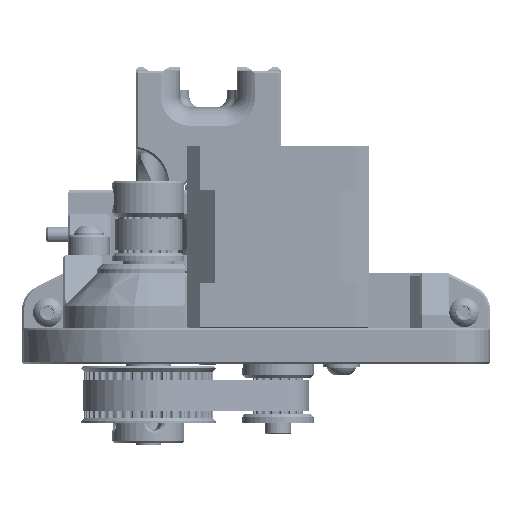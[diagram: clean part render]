
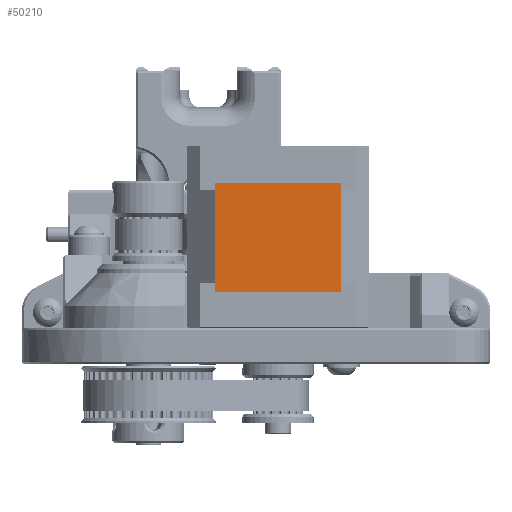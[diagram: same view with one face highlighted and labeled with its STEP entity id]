
A CAD part, front view. The second image highlights one B-rep face of the part: STEP entity #50210.
In plain terms, the highlighted face is planar.
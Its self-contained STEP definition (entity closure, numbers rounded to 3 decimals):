
#1835=PLANE('',#54606);
#5073=FACE_OUTER_BOUND('',#8135,.T.);
#8135=EDGE_LOOP('',(#40177,#40178,#40179,#40180));
#14587=LINE('',#89365,#18450);
#14588=LINE('',#89367,#18451);
#14589=LINE('',#89369,#18452);
#14590=LINE('',#89370,#18453);
#18450=VECTOR('',#64822,1000.);
#18451=VECTOR('',#64823,1000.);
#18452=VECTOR('',#64824,1000.);
#18453=VECTOR('',#64825,10.);
#22615=VERTEX_POINT('',#89363);
#22616=VERTEX_POINT('',#89364);
#22617=VERTEX_POINT('',#89366);
#22618=VERTEX_POINT('',#89368);
#28817=EDGE_CURVE('',#22615,#22616,#14587,.T.);
#28818=EDGE_CURVE('',#22617,#22616,#14588,.T.);
#28819=EDGE_CURVE('',#22618,#22617,#14589,.T.);
#28820=EDGE_CURVE('',#22615,#22618,#14590,.F.);
#40177=ORIENTED_EDGE('',*,*,#28817,.T.);
#40178=ORIENTED_EDGE('',*,*,#28818,.F.);
#40179=ORIENTED_EDGE('',*,*,#28819,.F.);
#40180=ORIENTED_EDGE('',*,*,#28820,.F.);
#50210=ADVANCED_FACE('',(#5073),#1835,.F.);
#54606=AXIS2_PLACEMENT_3D('',#89362,#64820,#64821);
#64820=DIRECTION('center_axis',(-0.966,0.,
0.259));
#64821=DIRECTION('ref_axis',(-0.259,0.,-0.966));
#64822=DIRECTION('',(0.,-1.,0.));
#64823=DIRECTION('',(0.259,0.,0.966));
#64824=DIRECTION('',(0.,-1.,0.));
#64825=DIRECTION('',(0.259,0.,0.966));
#89362=CARTESIAN_POINT('Origin',(11.966,33.066,-43.255));
#89363=CARTESIAN_POINT('',(19.652,54.066,-14.568));
#89364=CARTESIAN_POINT('',(19.652,33.066,-14.568));
#89365=CARTESIAN_POINT('',(19.652,51.066,-14.568));
#89366=CARTESIAN_POINT('',(13.338,33.066,-38.134));
#89367=CARTESIAN_POINT('',(11.966,33.066,-43.255));
#89368=CARTESIAN_POINT('',(13.338,54.066,-38.134));
#89369=CARTESIAN_POINT('',(13.338,51.066,-38.134));
#89370=CARTESIAN_POINT('',(11.966,54.066,-43.255));
